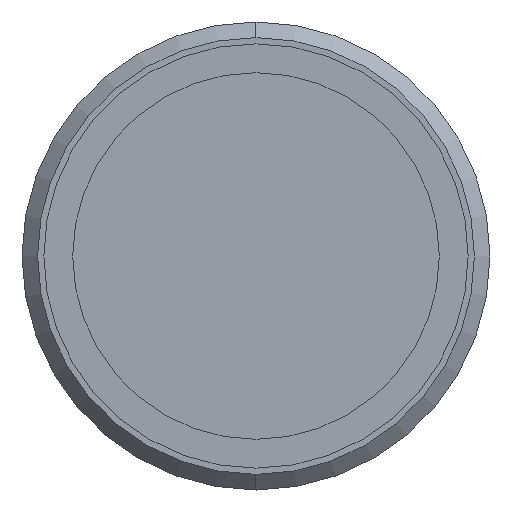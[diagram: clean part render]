
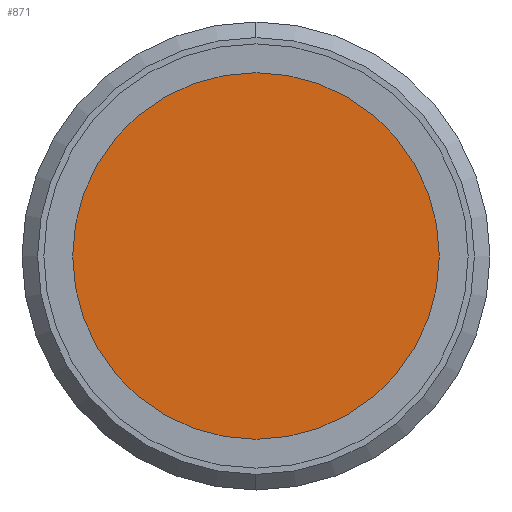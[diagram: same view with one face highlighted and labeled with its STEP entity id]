
A CAD part, left-side view. The second image highlights one B-rep face of the part: STEP entity #871.
In plain terms, the highlighted planar face has unit normal (-1, 0, 0).
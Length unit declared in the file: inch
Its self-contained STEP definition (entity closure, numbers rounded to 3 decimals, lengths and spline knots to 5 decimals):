
#85 = DIRECTION ( 'NONE',  ( 0., 0., -1. ) ) ;
#96 = CARTESIAN_POINT ( 'NONE',  ( -0.03898, 0., 0. ) ) ;
#334 = VERTEX_POINT ( 'NONE', #1349 ) ;
#350 = AXIS2_PLACEMENT_3D ( 'NONE', #1322, #2212, #85 ) ;
#377 = AXIS2_PLACEMENT_3D ( 'NONE', #1828, #582, #1806 ) ;
#396 = CIRCLE ( 'NONE', #350, 0.4626 ) ;
#469 = EDGE_CURVE ( 'NONE', #1110, #334, #1918, .T. ) ;
#472 = FACE_OUTER_BOUND ( 'NONE', #2252, .T. ) ;
#473 = CARTESIAN_POINT ( 'NONE',  ( -0.03898, 0., -0.4626 ) ) ;
#582 = DIRECTION ( 'NONE',  ( -1., 0., 0. ) ) ;
#617 = DIRECTION ( 'NONE',  ( 1., 0., 0. ) ) ;
#639 = ORIENTED_EDGE ( 'NONE', *, *, #1611, .T. ) ;
#804 = ORIENTED_EDGE ( 'NONE', *, *, #469, .T. ) ;
#871 = ADVANCED_FACE ( 'NONE', ( #472 ), #2257, .F. ) ;
#1110 = VERTEX_POINT ( 'NONE', #473 ) ;
#1322 = CARTESIAN_POINT ( 'NONE',  ( -0.03898, 0., 0. ) ) ;
#1349 = CARTESIAN_POINT ( 'NONE',  ( -0.03898, 0., 0.4626 ) ) ;
#1510 = DIRECTION ( 'NONE',  ( 0., 0., -1. ) ) ;
#1611 = EDGE_CURVE ( 'NONE', #334, #1110, #396, .T. ) ;
#1806 = DIRECTION ( 'NONE',  ( 0., 0., -1. ) ) ;
#1828 = CARTESIAN_POINT ( 'NONE',  ( -0.03898, 0., 0. ) ) ;
#1918 = CIRCLE ( 'NONE', #377, 0.4626 ) ;
#1974 = AXIS2_PLACEMENT_3D ( 'NONE', #96, #617, #1510 ) ;
#2212 = DIRECTION ( 'NONE',  ( -1., 0., 0. ) ) ;
#2252 = EDGE_LOOP ( 'NONE', ( #804, #639 ) ) ;
#2257 = PLANE ( 'NONE',  #1974 ) ;
